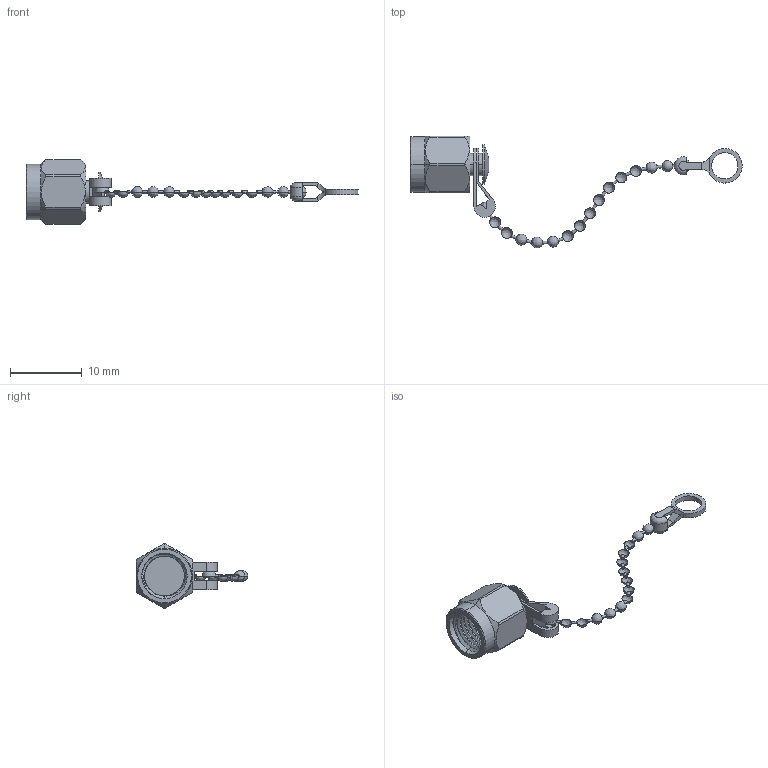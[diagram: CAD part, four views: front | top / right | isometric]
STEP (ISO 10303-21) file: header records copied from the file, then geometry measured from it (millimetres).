
FILE_DESCRIPTION (( 'STEP AP214' ), '1' );
FILE_NAME ('SC2031_3D.step', '2024-12-11T15:17:24', ( '' ), ( '' ), 'SwSTEP 2.0', 'SolidWorks 2022', '' );
FILE_SCHEMA (( 'AUTOMOTIVE_DESIGN' ));
Length unit declared in the file: inch
Products named in the file (1): SC2031_3D
Bounding box: 46.39 x 15.63 x 8.99 mm (x, y, z)
Volume: 371 mm3; surface area: 865.6 mm2
Topology: 1 solids, 1 shells, 183 faces, 532 edges, 308 vertices
Faces by surface type: bspline 71, plane 54, cylinder 49, cone 9
Entity records: 11668 total; most frequent: CARTESIAN_POINT 7822, ORIENTED_EDGE 972, DIRECTION 568, EDGE_CURVE 486, VERTEX_POINT 308, EDGE_LOOP 198, AXIS2_PLACEMENT_3D 197, FACE_OUTER_BOUND 182
